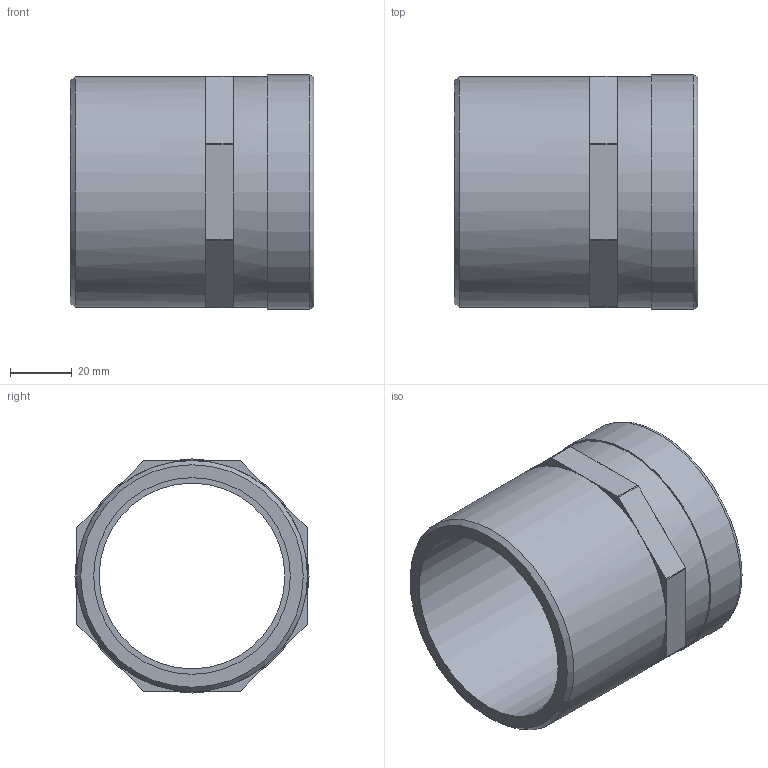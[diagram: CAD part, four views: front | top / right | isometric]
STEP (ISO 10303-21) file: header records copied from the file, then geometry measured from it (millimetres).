
FILE_DESCRIPTION(/* description */ ('PVC Transition Adapter, Spigot to Female Threads, Ø75 - 2", PN16'),/* implementation_level */ '2;1');
FILE_NAME(/* name */ 'SF17U-075-R050',/* time_stamp */ '2022-08-04T16:51:32+02:00',/* author */ ('COAB Solutions'),/* organization */ ('GPA Flowsystem'),/* preprocessor_version */ 'ST-DEVELOPER v18.1',/* originating_system */ 'www.coabsolutions.com',/* authorisation */ '');
FILE_SCHEMA (('AUTOMOTIVE_DESIGN { 1 0 10303 214 3 1 1 }'));
Length unit declared in the file: millimetre
Products named in the file (1): SF17U-075-R050
Bounding box: 79.2 x 76 x 76 mm (x, y, z)
Volume: 109221.3 mm3; surface area: 38037.6 mm2
Topology: 1 solids, 1 shells, 46 faces, 105 edges, 64 vertices
Faces by surface type: plane 29, cylinder 14, torus 2, cone 1
Full cylindrical faces by diameter (mm): 60.3 x2, 63.8 x1, 75 x2, 76 x1
Entity records: 1366 total; most frequent: DIRECTION 249, CARTESIAN_POINT 216, ORIENTED_EDGE 210, EDGE_CURVE 105, AXIS2_PLACEMENT_3D 97, VERTEX_POINT 64, LINE 55, VECTOR 55
